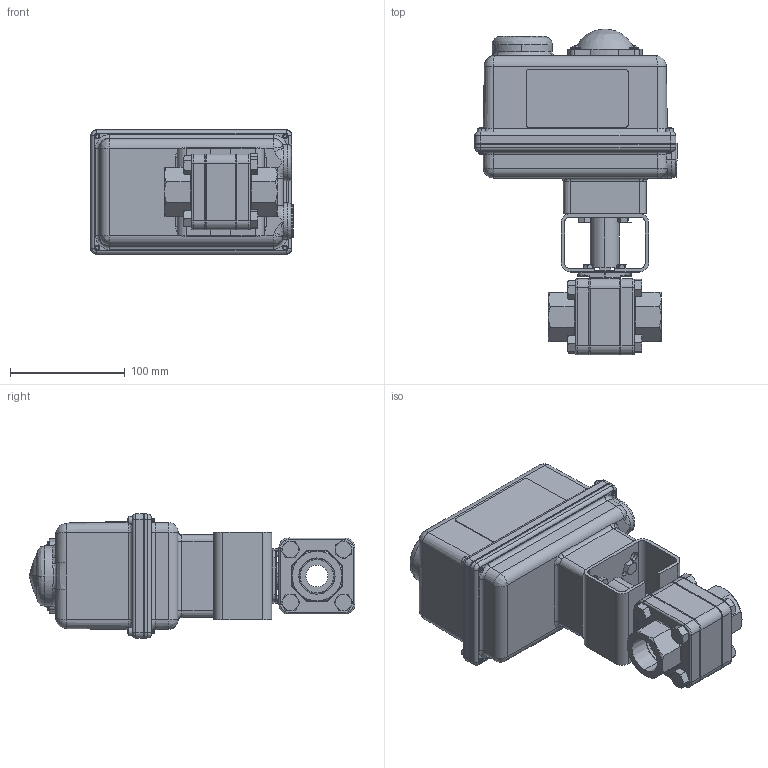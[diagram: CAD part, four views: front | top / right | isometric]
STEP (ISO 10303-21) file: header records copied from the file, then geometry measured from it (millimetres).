
FILE_DESCRIPTION (( 'STEP AP203' ), '1' );
FILE_NAME ('3000R-100-PT_ER-3.STEP', '2017-11-03T14:12:23', ( '' ), ( '' ), 'SwSTEP 2.0', 'SolidWorks 2014', '' );
FILE_SCHEMA (( 'CONFIG_CONTROL_DESIGN' ));
Length unit declared in the file: inch
Products named in the file (1): 3000R-100-PT_ER-3
Bounding box: 176.31 x 283.48 x 108.29 mm (x, y, z)
Surface area: 180128.6 mm2 (no closed solid volume)
Topology: 0 solids, 28 shells, 811 faces, 2549 edges, 1763 vertices
Faces by surface type: plane 312, cylinder 238, cone 147, bspline 91, torus 23
Entity records: 43962 total; most frequent: CARTESIAN_POINT 23552, ORIENTED_EDGE 4269, DIRECTION 3651, EDGE_CURVE 2541, VERTEX_POINT 1763, AXIS2_PLACEMENT_3D 1354, LINE 943, VECTOR 943
